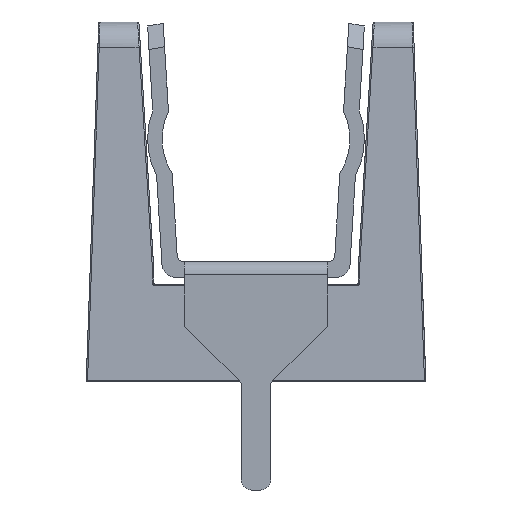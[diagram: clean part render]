
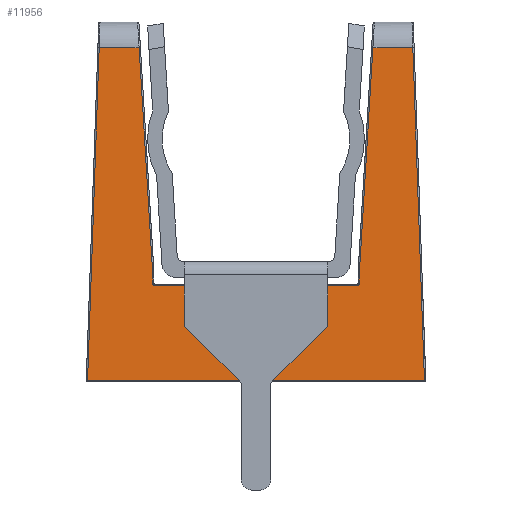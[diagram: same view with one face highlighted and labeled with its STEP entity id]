
A CAD part, left-side view. The second image highlights one B-rep face of the part: STEP entity #11956.
In plain terms, the highlighted planar face has unit normal (-0.999, 0, 0.035).
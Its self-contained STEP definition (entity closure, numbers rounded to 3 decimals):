
#169=ELLIPSE('',#12814,0.1,0.1);
#177=ELLIPSE('',#12848,0.1,0.1);
#279=PLANE('',#13182);
#1147=FACE_OUTER_BOUND('',#1875,.T.);
#1875=EDGE_LOOP('',(#9785,#9786,#9787,#9788,#9789,#9790,#9791,#9792,#9793,
#9794,#9795,#9796));
#2758=LINE('',#23152,#3720);
#2773=LINE('',#23459,#3735);
#2782=LINE('',#23836,#3744);
#2788=LINE('',#23908,#3750);
#2840=LINE('',#24264,#3802);
#2842=LINE('',#24270,#3804);
#2856=LINE('',#24359,#3818);
#2867=LINE('',#24439,#3829);
#3010=LINE('',#24859,#3972);
#3016=LINE('',#24916,#3978);
#3720=VECTOR('',#14428,10.);
#3735=VECTOR('',#14523,10.);
#3744=VECTOR('',#14652,10.);
#3750=VECTOR('',#14678,10.);
#3802=VECTOR('',#14928,10.);
#3804=VECTOR('',#14934,10.);
#3818=VECTOR('',#14982,10.);
#3829=VECTOR('',#15019,10.);
#3972=VECTOR('',#15368,10.);
#3978=VECTOR('',#15476,10.);
#5225=VERTEX_POINT('',#22936);
#5246=VERTEX_POINT('',#23148);
#5270=VERTEX_POINT('',#23451);
#5271=VERTEX_POINT('',#23452);
#5292=VERTEX_POINT('',#23689);
#5293=VERTEX_POINT('',#23691);
#5299=VERTEX_POINT('',#23711);
#5310=VERTEX_POINT('',#23829);
#5312=VERTEX_POINT('',#23834);
#5326=VERTEX_POINT('',#23961);
#5374=VERTEX_POINT('',#24266);
#5383=VERTEX_POINT('',#24357);
#6510=EDGE_CURVE('',#5225,#5246,#2758,.T.);
#6551=EDGE_CURVE('',#5270,#5271,#169,.T.);
#6555=EDGE_CURVE('',#5271,#5225,#2773,.T.);
#6585=EDGE_CURVE('',#5292,#5293,#177,.T.);
#6612=EDGE_CURVE('',#5312,#5310,#2782,.T.);
#6625=EDGE_CURVE('',#5310,#5292,#2788,.T.);
#6736=EDGE_CURVE('',#5299,#5326,#2840,.T.);
#6739=EDGE_CURVE('',#5326,#5374,#2842,.T.);
#6761=EDGE_CURVE('',#5383,#5299,#2856,.T.);
#6779=EDGE_CURVE('',#5293,#5270,#2867,.T.);
#6946=EDGE_CURVE('',#5374,#5312,#3010,.T.);
#6952=EDGE_CURVE('',#5246,#5383,#3016,.T.);
#9785=ORIENTED_EDGE('',*,*,#6612,.F.);
#9786=ORIENTED_EDGE('',*,*,#6946,.F.);
#9787=ORIENTED_EDGE('',*,*,#6739,.F.);
#9788=ORIENTED_EDGE('',*,*,#6736,.F.);
#9789=ORIENTED_EDGE('',*,*,#6761,.F.);
#9790=ORIENTED_EDGE('',*,*,#6952,.F.);
#9791=ORIENTED_EDGE('',*,*,#6510,.F.);
#9792=ORIENTED_EDGE('',*,*,#6555,.F.);
#9793=ORIENTED_EDGE('',*,*,#6551,.F.);
#9794=ORIENTED_EDGE('',*,*,#6779,.F.);
#9795=ORIENTED_EDGE('',*,*,#6585,.F.);
#9796=ORIENTED_EDGE('',*,*,#6625,.F.);
#11956=ADVANCED_FACE('',(#1147),#279,.T.);
#12814=AXIS2_PLACEMENT_3D('',#23453,#14513,#14514);
#12848=AXIS2_PLACEMENT_3D('',#23692,#14587,#14588);
#13182=AXIS2_PLACEMENT_3D('',#24931,#15499,#15500);
#14428=DIRECTION('',(0.035,-0.06,0.998));
#14513=DIRECTION('center_axis',(-0.999,0.,0.035));
#14514=DIRECTION('ref_axis',(-0.035,0.,-0.999));
#14523=DIRECTION('',(0.035,0.,0.999));
#14587=DIRECTION('center_axis',(-0.999,0.,0.035));
#14588=DIRECTION('ref_axis',(-0.035,0.,-0.999));
#14652=DIRECTION('',(-0.035,-0.06,-0.998));
#14678=DIRECTION('',(-0.035,0.,-0.999));
#14928=DIRECTION('',(0.,1.,0.));
#14934=DIRECTION('',(0.035,-0.035,0.999));
#14982=DIRECTION('',(-0.035,-0.035,-0.999));
#15019=DIRECTION('',(0.,-1.,0.));
#15368=DIRECTION('',(0.,-1.,0.));
#15476=DIRECTION('',(0.,-1.,0.));
#15499=DIRECTION('center_axis',(-0.999,0.,0.035));
#15500=DIRECTION('ref_axis',(0.,-1.,0.));
#22936=CARTESIAN_POINT('',(-17.636,-3.868,4.137));
#23148=CARTESIAN_POINT('',(-17.344,-4.372,12.495));
#23152=CARTESIAN_POINT('',(-17.532,-4.047,7.111));
#23451=CARTESIAN_POINT('',(-17.655,-3.768,3.588));
#23452=CARTESIAN_POINT('',(-17.651,-3.868,3.688));
#23453=CARTESIAN_POINT('Origin',(-17.651,-3.768,3.688));
#23459=CARTESIAN_POINT('',(-17.684,-3.868,2.741));
#23689=CARTESIAN_POINT('',(-17.651,3.868,3.688));
#23691=CARTESIAN_POINT('',(-17.655,3.768,3.588));
#23692=CARTESIAN_POINT('Origin',(-17.651,3.768,3.688));
#23711=CARTESIAN_POINT('',(-17.778,-6.298,0.052));
#23829=CARTESIAN_POINT('',(-17.636,3.868,4.137));
#23834=CARTESIAN_POINT('',(-17.344,4.372,12.495));
#23836=CARTESIAN_POINT('',(-17.76,3.653,0.576));
#23908=CARTESIAN_POINT('',(-17.71,3.868,2.011));
#23961=CARTESIAN_POINT('',(-17.778,6.298,0.052));
#24264=CARTESIAN_POINT('',(-17.778,-3.175,0.052));
#24266=CARTESIAN_POINT('',(-17.344,5.864,12.495));
#24270=CARTESIAN_POINT('',(-17.772,6.292,0.219));
#24357=CARTESIAN_POINT('',(-17.344,-5.864,12.495));
#24359=CARTESIAN_POINT('',(-17.758,-6.278,0.618));
#24439=CARTESIAN_POINT('',(-17.655,-3.175,3.588));
#24859=CARTESIAN_POINT('',(-17.344,-3.175,12.495));
#24916=CARTESIAN_POINT('',(-17.344,-3.175,12.495));
#24931=CARTESIAN_POINT('Origin',(-17.78,-6.35,0.));
